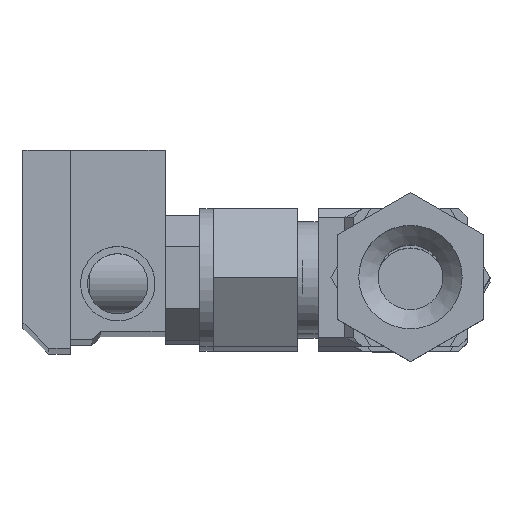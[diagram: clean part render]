
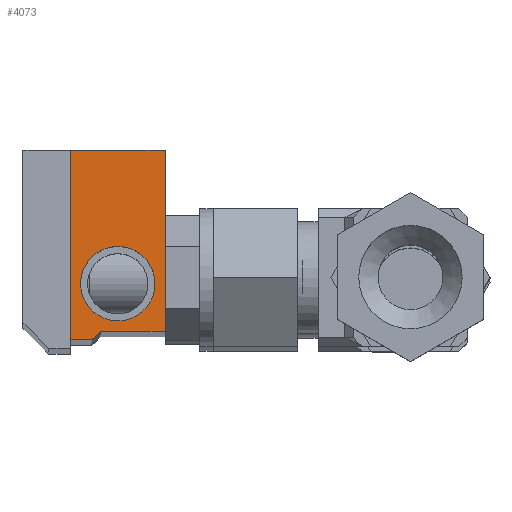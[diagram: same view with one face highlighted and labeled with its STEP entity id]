
A CAD part, top view. The second image highlights one B-rep face of the part: STEP entity #4073.
In plain terms, the highlighted planar face has unit normal (0, 0, 1).
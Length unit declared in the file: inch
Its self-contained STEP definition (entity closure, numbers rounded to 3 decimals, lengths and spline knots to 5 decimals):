
#174=FACE_BOUND('',#701,.T.);
#247=PLANE('',#4548);
#440=FACE_OUTER_BOUND('',#700,.T.);
#700=EDGE_LOOP('',(#3032,#3033,#3034,#3035,#3036,#3037));
#701=EDGE_LOOP('',(#3038,#3039));
#964=LINE('',#6371,#1282);
#991=LINE('',#6516,#1309);
#995=LINE('',#6524,#1313);
#998=LINE('',#6529,#1316);
#1000=LINE('',#6533,#1318);
#1003=LINE('',#6538,#1321);
#1282=VECTOR('',#5035,0.3937);
#1309=VECTOR('',#5200,0.3937);
#1313=VECTOR('',#5206,0.3937);
#1316=VECTOR('',#5211,0.3937);
#1318=VECTOR('',#5215,0.3937);
#1321=VECTOR('',#5220,0.3937);
#1609=CIRCLE('',#4467,0.27);
#1610=CIRCLE('',#4468,0.27);
#1859=VERTEX_POINT('',#6353);
#1860=VERTEX_POINT('',#6354);
#1864=VERTEX_POINT('',#6369);
#1865=VERTEX_POINT('',#6370);
#1913=VERTEX_POINT('',#6514);
#1914=VERTEX_POINT('',#6515);
#1917=VERTEX_POINT('',#6523);
#1919=VERTEX_POINT('',#6532);
#2259=EDGE_CURVE('',#1859,#1860,#1609,.T.);
#2260=EDGE_CURVE('',#1860,#1859,#1610,.T.);
#2267=EDGE_CURVE('',#1864,#1865,#964,.T.);
#2339=EDGE_CURVE('',#1913,#1914,#991,.T.);
#2343=EDGE_CURVE('',#1914,#1917,#995,.T.);
#2346=EDGE_CURVE('',#1917,#1864,#998,.T.);
#2348=EDGE_CURVE('',#1865,#1919,#1000,.T.);
#2351=EDGE_CURVE('',#1919,#1913,#1003,.T.);
#3032=ORIENTED_EDGE('',*,*,#2339,.F.);
#3033=ORIENTED_EDGE('',*,*,#2351,.F.);
#3034=ORIENTED_EDGE('',*,*,#2348,.F.);
#3035=ORIENTED_EDGE('',*,*,#2267,.F.);
#3036=ORIENTED_EDGE('',*,*,#2346,.F.);
#3037=ORIENTED_EDGE('',*,*,#2343,.F.);
#3038=ORIENTED_EDGE('',*,*,#2259,.T.);
#3039=ORIENTED_EDGE('',*,*,#2260,.T.);
#4073=ADVANCED_FACE('',(#440,#174),#247,.T.);
#4467=AXIS2_PLACEMENT_3D('',#6355,#5016,#5017);
#4468=AXIS2_PLACEMENT_3D('',#6356,#5018,#5019);
#4548=AXIS2_PLACEMENT_3D('',#6540,#5222,#5223);
#5016=DIRECTION('center_axis',(0.,0.,-1.));
#5017=DIRECTION('ref_axis',(1.,0.,0.));
#5018=DIRECTION('center_axis',(0.,0.,-1.));
#5019=DIRECTION('ref_axis',(1.,0.,0.));
#5035=DIRECTION('',(0.,-1.,0.));
#5200=DIRECTION('',(-1.,0.,0.));
#5206=DIRECTION('',(0.,1.,0.));
#5211=DIRECTION('',(1.,0.,0.));
#5215=DIRECTION('',(-1.,0.,0.));
#5220=DIRECTION('',(-0.707,-0.707,0.));
#5222=DIRECTION('center_axis',(0.,0.,1.));
#5223=DIRECTION('ref_axis',(1.,0.,0.));
#6353=CARTESIAN_POINT('',(0.583,0.03125,24.));
#6354=CARTESIAN_POINT('',(0.043,0.03125,24.));
#6355=CARTESIAN_POINT('Origin',(0.313,0.03125,24.));
#6356=CARTESIAN_POINT('Origin',(0.313,0.03125,24.));
#6369=CARTESIAN_POINT('',(0.65675,1.,24.));
#6370=CARTESIAN_POINT('',(0.65675,-0.3125,24.));
#6371=CARTESIAN_POINT('',(0.65675,1.,24.));
#6514=CARTESIAN_POINT('',(0.125,-0.375,24.));
#6515=CARTESIAN_POINT('',(-0.03125,-0.375,24.));
#6516=CARTESIAN_POINT('',(0.125,-0.375,24.));
#6523=CARTESIAN_POINT('',(-0.03125,1.,24.));
#6524=CARTESIAN_POINT('',(-0.03125,-0.375,24.));
#6529=CARTESIAN_POINT('',(-0.03125,1.,24.));
#6532=CARTESIAN_POINT('',(0.1875,-0.3125,24.));
#6533=CARTESIAN_POINT('',(0.65675,-0.3125,24.));
#6538=CARTESIAN_POINT('',(0.1875,-0.3125,24.));
#6540=CARTESIAN_POINT('Origin',(0.3065,0.32602,24.));
